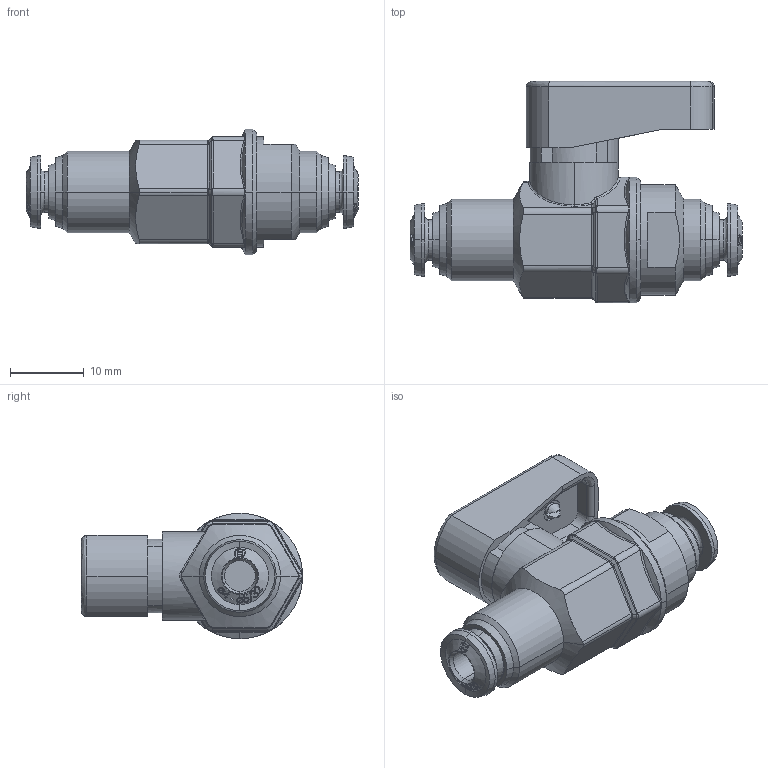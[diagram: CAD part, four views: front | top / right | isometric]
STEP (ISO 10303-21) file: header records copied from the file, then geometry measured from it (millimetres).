
FILE_DESCRIPTION(( 'MV.35V.04.04.step' ), '1');
FILE_NAME( 'MV.35V.04.04.step', '2018-10-05T10:48:31',( 'Sopra'),('sopra-pneumatic.com'), 'SwSTEP 2.0','SolidWorks 2009','' );
FILE_SCHEMA (( 'CONFIG_CONTROL_DESIGN' ));
Length unit declared in the file: millimetre
Products named in the file (1): MV.35V.04.04
Bounding box: 45 x 30 x 17 mm (x, y, z)
Volume: 7786.2 mm3; surface area: 4172.4 mm2
Topology: 2 solids, 12 shells, 788 faces, 2023 edges, 1306 vertices
Faces by surface type: bspline 369, plane 195, cylinder 128, cone 96
Entity records: 41800 total; most frequent: CARTESIAN_POINT 25183, ORIENTED_EDGE 4046, DIRECTION 2387, EDGE_CURVE 2023, VERTEX_POINT 1306, EDGE_LOOP 843, VECTOR 837, LINE 837
